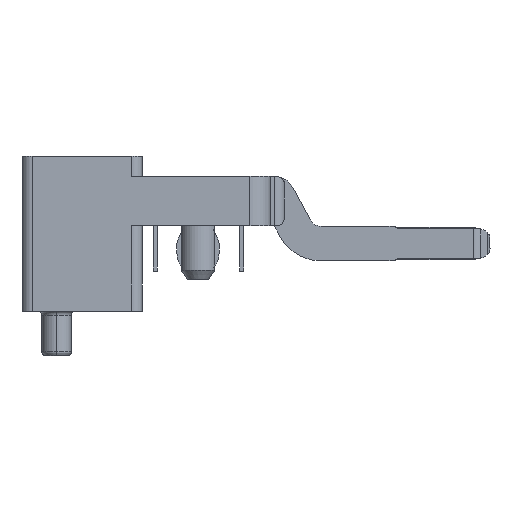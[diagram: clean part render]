
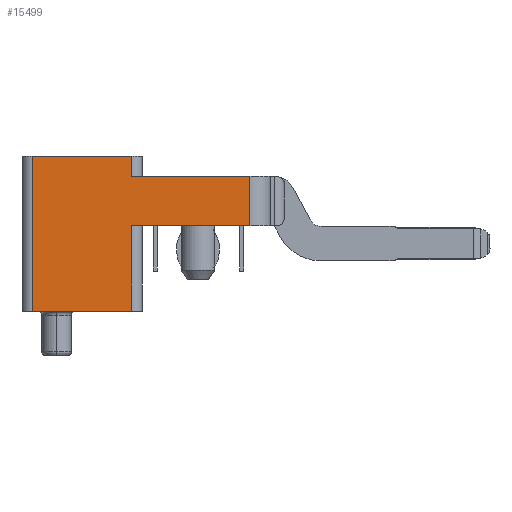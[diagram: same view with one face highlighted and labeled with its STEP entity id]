
A CAD part, left-side view. The second image highlights one B-rep face of the part: STEP entity #15499.
In plain terms, the highlighted planar face has unit normal (-1, 0, 0).
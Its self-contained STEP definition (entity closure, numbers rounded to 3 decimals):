
#13770=CARTESIAN_POINT('',(-34.95,3.25,2.42));
#13771=VERTEX_POINT('',#13770);
#13779=CARTESIAN_POINT('',(-34.95,-2.55,2.42));
#13780=VERTEX_POINT('',#13779);
#13781=CARTESIAN_POINT('',(-34.95,3.25,2.42));
#13782=DIRECTION('',(0.0,-1.0,0.0));
#13783=VECTOR('',#13782,5.8);
#13784=LINE('',#13781,#13783);
#13785=EDGE_CURVE('',#13771,#13780,#13784,.T.);
#15029=CARTESIAN_POINT('',(-34.95,-2.55,0.));
#15030=VERTEX_POINT('',#15029);
#15031=CARTESIAN_POINT('',(-34.95,-2.55,0.));
#15032=DIRECTION('',(0.0,0.0,1.0));
#15033=VECTOR('',#15032,2.42);
#15034=LINE('',#15031,#15033);
#15035=EDGE_CURVE('',#15030,#13780,#15034,.T.);
#15365=CARTESIAN_POINT('',(-34.95,8.15,3.42));
#15366=VERTEX_POINT('',#15365);
#15382=CARTESIAN_POINT('',(-34.95,8.15,-4.2));
#15383=VERTEX_POINT('',#15382);
#15391=CARTESIAN_POINT('',(-34.95,8.15,-4.2));
#15392=DIRECTION('',(0.0,0.0,1.0));
#15393=VECTOR('',#15392,7.62);
#15394=LINE('',#15391,#15393);
#15395=EDGE_CURVE('',#15383,#15366,#15394,.T.);
#15416=CARTESIAN_POINT('',(-34.95,3.25,-4.2));
#15417=VERTEX_POINT('',#15416);
#15425=CARTESIAN_POINT('',(-34.95,3.25,-4.2));
#15426=DIRECTION('',(0.0,1.0,0.0));
#15427=VECTOR('',#15426,4.9);
#15428=LINE('',#15425,#15427);
#15429=EDGE_CURVE('',#15417,#15383,#15428,.T.);
#15447=CARTESIAN_POINT('',(-34.95,3.25,0.));
#15448=VERTEX_POINT('',#15447);
#15449=CARTESIAN_POINT('',(-34.95,3.25,0.));
#15450=DIRECTION('',(0.0,0.0,-1.0));
#15451=VECTOR('',#15450,4.2);
#15452=LINE('',#15449,#15451);
#15453=EDGE_CURVE('',#15448,#15417,#15452,.T.);
#15467=CARTESIAN_POINT('',(-34.95,3.05,-4.3));
#15468=DIRECTION('',(1.0,0.0,0.0));
#15469=DIRECTION('',(0.0,0.0,-1.0));
#15470=AXIS2_PLACEMENT_3D('',#15467,#15468,#15469);
#15471=PLANE('',#15470);
#15472=CARTESIAN_POINT('',(-34.95,-2.55,0.));
#15473=DIRECTION('',(0.0,1.0,0.0));
#15474=VECTOR('',#15473,5.8);
#15475=LINE('',#15472,#15474);
#15476=EDGE_CURVE('',#15030,#15448,#15475,.T.);
#15477=ORIENTED_EDGE('',*,*,#15476,.F.);
#15478=ORIENTED_EDGE('',*,*,#15035,.T.);
#15479=ORIENTED_EDGE('',*,*,#13785,.F.);
#15480=CARTESIAN_POINT('',(-34.95,3.25,3.42));
#15481=VERTEX_POINT('',#15480);
#15482=CARTESIAN_POINT('',(-34.95,3.25,3.42));
#15483=DIRECTION('',(0.0,0.0,-1.0));
#15484=VECTOR('',#15483,1.0);
#15485=LINE('',#15482,#15484);
#15486=EDGE_CURVE('',#15481,#13771,#15485,.T.);
#15487=ORIENTED_EDGE('',*,*,#15486,.F.);
#15488=CARTESIAN_POINT('',(-34.95,8.15,3.42));
#15489=DIRECTION('',(0.0,-1.0,0.0));
#15490=VECTOR('',#15489,4.9);
#15491=LINE('',#15488,#15490);
#15492=EDGE_CURVE('',#15366,#15481,#15491,.T.);
#15493=ORIENTED_EDGE('',*,*,#15492,.F.);
#15494=ORIENTED_EDGE('',*,*,#15395,.F.);
#15495=ORIENTED_EDGE('',*,*,#15429,.F.);
#15496=ORIENTED_EDGE('',*,*,#15453,.F.);
#15497=EDGE_LOOP('',(#15477,#15478,#15479,#15487,#15493,#15494,#15495,#15496));
#15498=FACE_OUTER_BOUND('',#15497,.T.);
#15499=ADVANCED_FACE('',(#15498),#15471,.F.);
